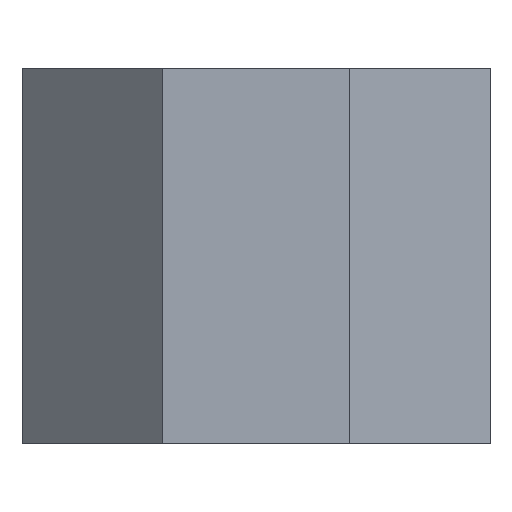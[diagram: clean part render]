
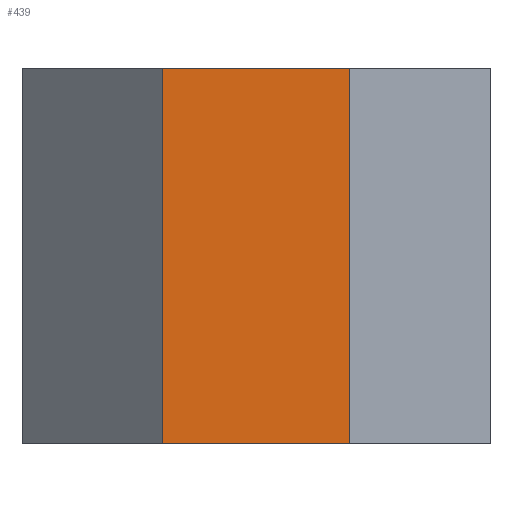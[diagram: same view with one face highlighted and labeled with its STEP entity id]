
A CAD part, front view. The second image highlights one B-rep face of the part: STEP entity #439.
In plain terms, the highlighted planar face has unit normal (0, -1, 0).
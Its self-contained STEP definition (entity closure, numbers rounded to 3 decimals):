
#8 = LINE ( 'NONE', #286, #97 ) ;
#9 = ORIENTED_EDGE ( 'NONE', *, *, #152, .F. ) ;
#28 = VERTEX_POINT ( 'NONE', #138 ) ;
#32 = DIRECTION ( 'NONE',  ( 1., 0., 0. ) ) ;
#49 = ORIENTED_EDGE ( 'NONE', *, *, #201, .T. ) ;
#66 = VECTOR ( 'NONE', #191, 1000. ) ;
#87 = VERTEX_POINT ( 'NONE', #484 ) ;
#97 = VECTOR ( 'NONE', #32, 1000. ) ;
#121 = AXIS2_PLACEMENT_3D ( 'NONE', #350, #309, #311 ) ;
#127 = ORIENTED_EDGE ( 'NONE', *, *, #329, .T. ) ;
#138 = CARTESIAN_POINT ( 'NONE',  ( -0.5, -1.25, 2. ) ) ;
#145 = DIRECTION ( 'NONE',  ( 1., 0., 0. ) ) ;
#152 = EDGE_CURVE ( 'NONE', #28, #87, #8, .T. ) ;
#155 = CARTESIAN_POINT ( 'NONE',  ( 0.5, -1.25, 2. ) ) ;
#191 = DIRECTION ( 'NONE',  ( 0., 0., -1. ) ) ;
#201 = EDGE_CURVE ( 'NONE', #401, #449, #358, .T. ) ;
#205 = CARTESIAN_POINT ( 'NONE',  ( 0.5, -1.25, 0. ) ) ;
#275 = CARTESIAN_POINT ( 'NONE',  ( -0.5, -1.25, 0. ) ) ;
#278 = ORIENTED_EDGE ( 'NONE', *, *, #314, .T. ) ;
#286 = CARTESIAN_POINT ( 'NONE',  ( -1.25, -1.25, 2. ) ) ;
#309 = DIRECTION ( 'NONE',  ( 0., 1., 0. ) ) ;
#311 = DIRECTION ( 'NONE',  ( -1., 0., 0. ) ) ;
#314 = EDGE_CURVE ( 'NONE', #28, #401, #479, .T. ) ;
#324 = VECTOR ( 'NONE', #145, 1000. ) ;
#329 = EDGE_CURVE ( 'NONE', #449, #87, #434, .T. ) ;
#348 = EDGE_LOOP ( 'NONE', ( #9, #278, #49, #127 ) ) ;
#350 = CARTESIAN_POINT ( 'NONE',  ( -1.25, -1.25, 2. ) ) ;
#358 = LINE ( 'NONE', #491, #324 ) ;
#400 = PLANE ( 'NONE',  #121 ) ;
#401 = VERTEX_POINT ( 'NONE', #275 ) ;
#420 = VECTOR ( 'NONE', #496, 1000. ) ;
#434 = LINE ( 'NONE', #155, #420 ) ;
#439 = ADVANCED_FACE ( 'NONE', ( #476 ), #400, .F. ) ;
#449 = VERTEX_POINT ( 'NONE', #205 ) ;
#476 = FACE_OUTER_BOUND ( 'NONE', #348, .T. ) ;
#479 = LINE ( 'NONE', #501, #66 ) ;
#484 = CARTESIAN_POINT ( 'NONE',  ( 0.5, -1.25, 2. ) ) ;
#491 = CARTESIAN_POINT ( 'NONE',  ( -1.25, -1.25, 0. ) ) ;
#496 = DIRECTION ( 'NONE',  ( 0., 0., 1. ) ) ;
#501 = CARTESIAN_POINT ( 'NONE',  ( -0.5, -1.25, 2. ) ) ;
